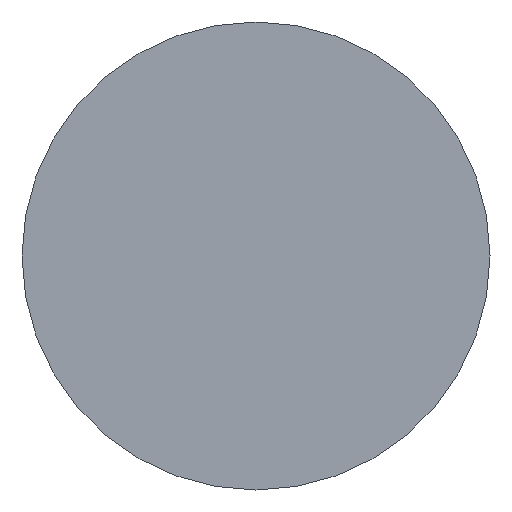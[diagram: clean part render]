
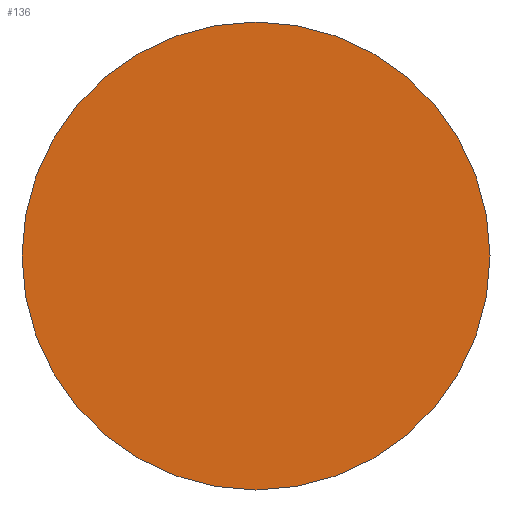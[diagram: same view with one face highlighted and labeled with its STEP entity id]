
A CAD part, left-side view. The second image highlights one B-rep face of the part: STEP entity #136.
In plain terms, the highlighted planar face has unit normal (-1, 0, 0).
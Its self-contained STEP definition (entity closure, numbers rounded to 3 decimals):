
#10 = DIRECTION ( 'NONE',  ( 0., 0., -1. ) ) ;
#20 = DIRECTION ( 'NONE',  ( 0., 0., -1. ) ) ;
#21 = ORIENTED_EDGE ( 'NONE', *, *, #44, .F. ) ;
#34 = CARTESIAN_POINT ( 'NONE',  ( 0., 0., -90. ) ) ;
#37 = AXIS2_PLACEMENT_3D ( 'NONE', #102, #111, #10 ) ;
#39 = EDGE_LOOP ( 'NONE', ( #21, #63 ) ) ;
#40 = CARTESIAN_POINT ( 'NONE',  ( 0., 0., 90. ) ) ;
#44 = EDGE_CURVE ( 'NONE', #119, #121, #56, .T. ) ;
#56 = CIRCLE ( 'NONE', #81, 90. ) ;
#57 = PLANE ( 'NONE',  #37 ) ;
#62 = CARTESIAN_POINT ( 'NONE',  ( 0., 0., 0. ) ) ;
#63 = ORIENTED_EDGE ( 'NONE', *, *, #116, .F. ) ;
#68 = DIRECTION ( 'NONE',  ( 1., 0., 0. ) ) ;
#81 = AXIS2_PLACEMENT_3D ( 'NONE', #62, #118, #20 ) ;
#84 = CIRCLE ( 'NONE', #120, 90. ) ;
#90 = CARTESIAN_POINT ( 'NONE',  ( 0., 0., 0. ) ) ;
#102 = CARTESIAN_POINT ( 'NONE',  ( 0., 0., 0. ) ) ;
#111 = DIRECTION ( 'NONE',  ( 1., 0., 0. ) ) ;
#116 = EDGE_CURVE ( 'NONE', #121, #119, #84, .T. ) ;
#118 = DIRECTION ( 'NONE',  ( 1., 0., 0. ) ) ;
#119 = VERTEX_POINT ( 'NONE', #40 ) ;
#120 = AXIS2_PLACEMENT_3D ( 'NONE', #90, #68, #139 ) ;
#121 = VERTEX_POINT ( 'NONE', #34 ) ;
#128 = FACE_OUTER_BOUND ( 'NONE', #39, .T. ) ;
#136 = ADVANCED_FACE ( 'NONE', ( #128 ), #57, .F. ) ;
#139 = DIRECTION ( 'NONE',  ( 0., 0., -1. ) ) ;
